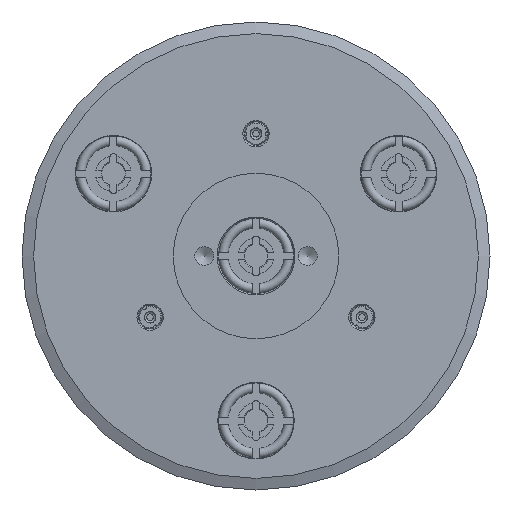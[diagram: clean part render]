
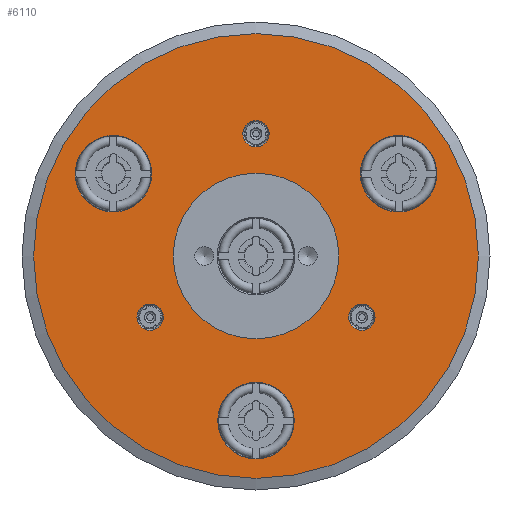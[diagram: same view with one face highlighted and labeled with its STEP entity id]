
A CAD part, front view. The second image highlights one B-rep face of the part: STEP entity #6110.
In plain terms, the highlighted planar face has unit normal (0, -1, 0).
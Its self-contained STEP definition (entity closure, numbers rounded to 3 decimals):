
#1187=ORIENTED_EDGE('',*,*,#2288,.F.);
#1188=ORIENTED_EDGE('',*,*,#2289,.F.);
#1189=ORIENTED_EDGE('',*,*,#2290,.F.);
#1190=ORIENTED_EDGE('',*,*,#2291,.F.);
#1191=ORIENTED_EDGE('',*,*,#2292,.F.);
#1192=ORIENTED_EDGE('',*,*,#2293,.F.);
#1193=ORIENTED_EDGE('',*,*,#2294,.F.);
#1194=ORIENTED_EDGE('',*,*,#2287,.T.);
#2287=EDGE_CURVE('',#2810,#2810,#3089,.T.);
#2288=EDGE_CURVE('',#2811,#2811,#3090,.T.);
#2289=EDGE_CURVE('',#2812,#2812,#3091,.T.);
#2290=EDGE_CURVE('',#2813,#2813,#3092,.T.);
#2291=EDGE_CURVE('',#2814,#2814,#3093,.T.);
#2292=EDGE_CURVE('',#2815,#2815,#3094,.T.);
#2293=EDGE_CURVE('',#2816,#2816,#3095,.T.);
#2294=EDGE_CURVE('',#2817,#2817,#3096,.T.);
#2810=VERTEX_POINT('',#9182);
#2811=VERTEX_POINT('',#9185);
#2812=VERTEX_POINT('',#9187);
#2813=VERTEX_POINT('',#9189);
#2814=VERTEX_POINT('',#9191);
#2815=VERTEX_POINT('',#9193);
#2816=VERTEX_POINT('',#9195);
#2817=VERTEX_POINT('',#9197);
#3089=CIRCLE('',#6543,47.275);
#3090=CIRCLE('',#6545,17.6);
#3091=CIRCLE('',#6546,2.789);
#3092=CIRCLE('',#6547,2.789);
#3093=CIRCLE('',#6548,2.789);
#3094=CIRCLE('',#6549,8.134);
#3095=CIRCLE('',#6550,8.134);
#3096=CIRCLE('',#6551,8.134);
#3309=EDGE_LOOP('',(#1187));
#3310=EDGE_LOOP('',(#1188));
#3311=EDGE_LOOP('',(#1189));
#3312=EDGE_LOOP('',(#1190));
#3313=EDGE_LOOP('',(#1191));
#3314=EDGE_LOOP('',(#1192));
#3315=EDGE_LOOP('',(#1193));
#3316=EDGE_LOOP('',(#1194));
#3679=FACE_BOUND('',#3309,.T.);
#3680=FACE_BOUND('',#3310,.T.);
#3681=FACE_BOUND('',#3311,.T.);
#3682=FACE_BOUND('',#3312,.T.);
#3683=FACE_BOUND('',#3313,.T.);
#3684=FACE_BOUND('',#3314,.T.);
#3685=FACE_BOUND('',#3315,.T.);
#3686=FACE_BOUND('',#3316,.T.);
#3972=PLANE('',#6544);
#6110=ADVANCED_FACE('',(#3679,#3680,#3681,#3682,#3683,#3684,#3685,#3686),
#3972,.F.);
#6543=AXIS2_PLACEMENT_3D('',#9181,#7445,#7446);
#6544=AXIS2_PLACEMENT_3D('',#9183,#7447,#7448);
#6545=AXIS2_PLACEMENT_3D('',#9184,#7449,#7450);
#6546=AXIS2_PLACEMENT_3D('',#9186,#7451,#7452);
#6547=AXIS2_PLACEMENT_3D('',#9188,#7453,#7454);
#6548=AXIS2_PLACEMENT_3D('',#9190,#7455,#7456);
#6549=AXIS2_PLACEMENT_3D('',#9192,#7457,#7458);
#6550=AXIS2_PLACEMENT_3D('',#9194,#7459,#7460);
#6551=AXIS2_PLACEMENT_3D('',#9196,#7461,#7462);
#7445=DIRECTION('',(0.,-1.,0.));
#7446=DIRECTION('',(1.,0.,0.));
#7447=DIRECTION('',(0.,1.,0.));
#7448=DIRECTION('',(-1.,0.,0.));
#7449=DIRECTION('',(0.,-1.,0.));
#7450=DIRECTION('',(1.,0.,0.));
#7451=DIRECTION('',(0.,-1.,0.));
#7452=DIRECTION('',(0.,0.,-1.));
#7453=DIRECTION('',(0.,-1.,0.));
#7454=DIRECTION('',(0.,0.,-1.));
#7455=DIRECTION('',(0.,-1.,0.));
#7456=DIRECTION('',(0.,0.,-1.));
#7457=DIRECTION('',(0.,-1.,0.));
#7458=DIRECTION('',(0.,0.,-1.));
#7459=DIRECTION('',(0.,-1.,0.));
#7460=DIRECTION('',(0.,0.,-1.));
#7461=DIRECTION('',(0.,-1.,0.));
#7462=DIRECTION('',(0.,0.,-1.));
#9181=CARTESIAN_POINT('',(0.,0.,0.));
#9182=CARTESIAN_POINT('',(47.275,0.,0.));
#9183=CARTESIAN_POINT('',(47.275,0.,0.));
#9184=CARTESIAN_POINT('',(0.,0.,0.));
#9185=CARTESIAN_POINT('',(17.6,0.,0.));
#9186=CARTESIAN_POINT('',(-22.517,0.,-13.));
#9187=CARTESIAN_POINT('',(-22.517,0.,-15.789));
#9188=CARTESIAN_POINT('',(22.517,0.,-13.));
#9189=CARTESIAN_POINT('',(22.517,0.,-15.789));
#9190=CARTESIAN_POINT('',(0.,0.,26.));
#9191=CARTESIAN_POINT('',(0.,0.,23.211));
#9192=CARTESIAN_POINT('',(30.311,0.,17.5));
#9193=CARTESIAN_POINT('',(30.311,0.,9.366));
#9194=CARTESIAN_POINT('',(-30.311,0.,17.5));
#9195=CARTESIAN_POINT('',(-30.311,0.,9.366));
#9196=CARTESIAN_POINT('',(0.,0.,-35.));
#9197=CARTESIAN_POINT('',(0.,0.,-43.134));
